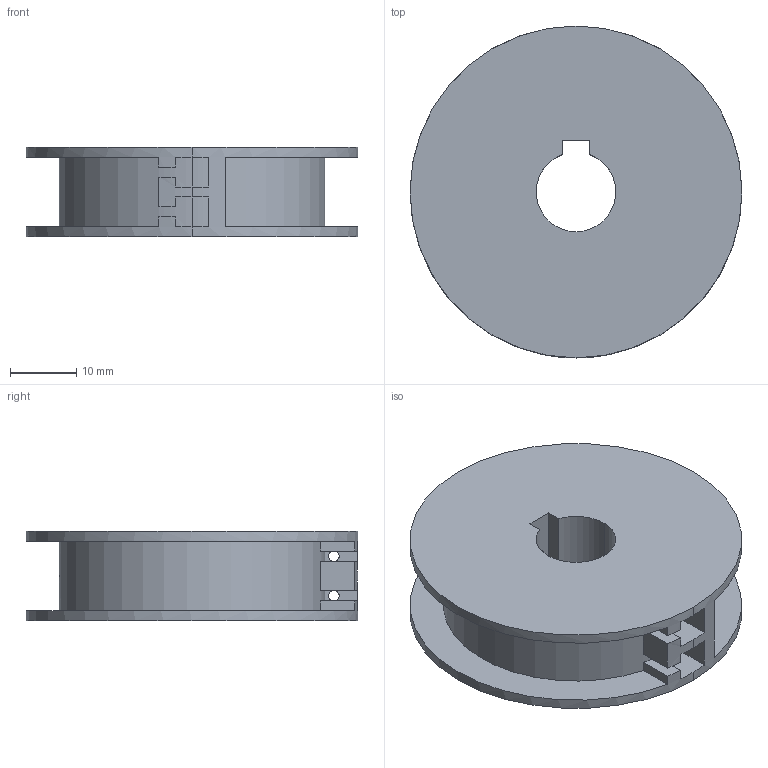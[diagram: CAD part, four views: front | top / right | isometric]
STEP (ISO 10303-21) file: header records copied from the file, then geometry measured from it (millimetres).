
FILE_DESCRIPTION (( 'STEP AP214' ), '1' );
FILE_NAME ('cablePulley.STEP', '2017-09-08T20:35:56', ( '' ), ( '' ), 'SwSTEP 2.0', 'SolidWorks 2016', '' );
FILE_SCHEMA (( 'AUTOMOTIVE_DESIGN' ));
Length unit declared in the file: millimetre
Products named in the file (1): cablePulley
Bounding box: 50 x 50 x 13.5 mm (x, y, z)
Volume: 17686.4 mm3; surface area: 7747.6 mm2
Topology: 1 solids, 1 shells, 42 faces, 121 edges, 80 vertices
Faces by surface type: plane 25, cylinder 17
Entity records: 1541 total; most frequent: CARTESIAN_POINT 272, DIRECTION 257, ORIENTED_EDGE 242, EDGE_CURVE 121, AXIS2_PLACEMENT_3D 95, VERTEX_POINT 80, VECTOR 67, LINE 67
